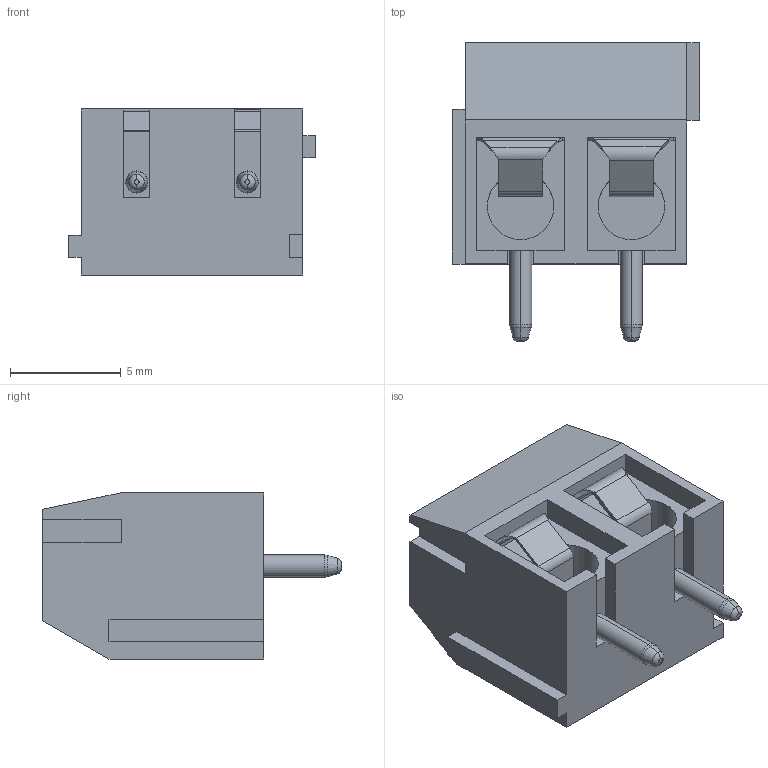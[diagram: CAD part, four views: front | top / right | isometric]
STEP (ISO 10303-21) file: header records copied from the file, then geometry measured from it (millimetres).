
FILE_DESCRIPTION (( 'STEP AP214' ), '1' );
FILE_NAME ('klememns2 li.STEP', '2021-10-23T18:38:02', ( '' ), ( '' ), 'SwSTEP 2.0', 'SolidWorks 2020', '' );
FILE_SCHEMA (( 'AUTOMOTIVE_DESIGN' ));
Length unit declared in the file: inch
Products named in the file (1): klememns2 li
Bounding box: 11.16 x 13.5 x 7.5 mm (x, y, z)
Volume: 599.2 mm3; surface area: 1300 mm2
Topology: 7 solids, 7 shells, 200 faces, 470 edges, 292 vertices
Faces by surface type: plane 132, cylinder 40, sphere 12, bspline 8, cone 4, torus 4
Entity records: 6006 total; most frequent: CARTESIAN_POINT 1301, DIRECTION 940, ORIENTED_EDGE 940, EDGE_CURVE 470, VECTOR 314, LINE 314, AXIS2_PLACEMENT_3D 313, VERTEX_POINT 292
